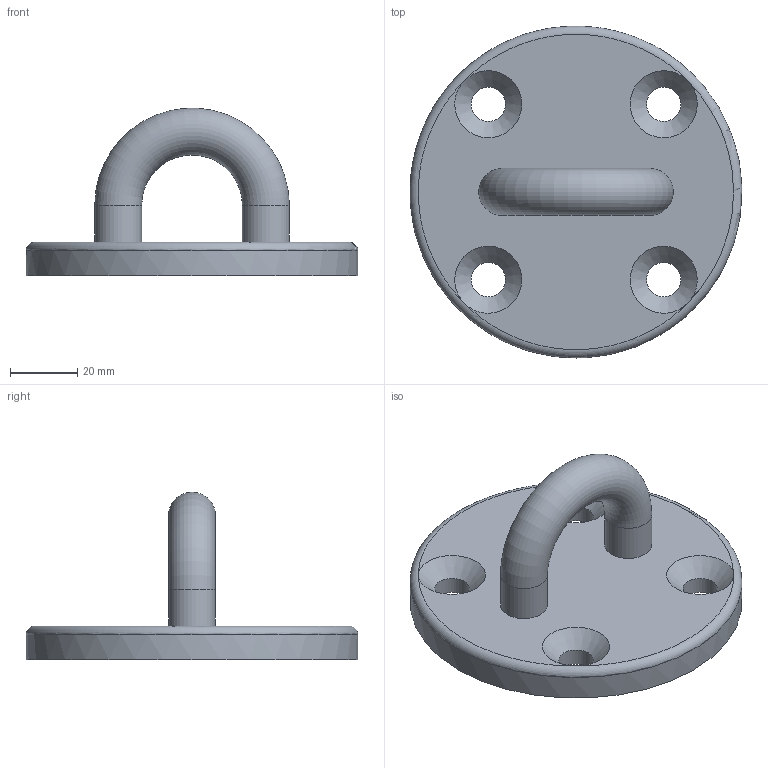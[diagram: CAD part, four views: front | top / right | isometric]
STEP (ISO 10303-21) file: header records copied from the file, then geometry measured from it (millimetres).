
FILE_DESCRIPTION(/* description */ (''),/* implementation_level */ '2;1');
FILE_NAME(/* name */ '7214.stp',/* time_stamp */ '2018-05-18T16:41:19+02:00',/* author */ ('gianni'),/* organization */ (''),/* preprocessor_version */ 'ST-DEVELOPER v16.5',/* originating_system */ 'Autodesk Inventor 2017',/* authorisation */ '');
FILE_SCHEMA (('AUTOMOTIVE_DESIGN { 1 0 10303 214 3 1 1 }'));
Length unit declared in the file: millimetre
Products named in the file (1): 18051808
Bounding box: 99 x 99 x 49.94 mm (x, y, z)
Volume: 85274 mm3; surface area: 22252.4 mm2
Topology: 1 solids, 1 shells, 15 faces, 45 edges, 28 vertices
Faces by surface type: cylinder 7, cone 4, torus 2, plane 2
Full cylindrical faces by diameter (mm): 10.25 x4, 14 x2, 99 x1
Entity records: 408 total; most frequent: DIRECTION 76, CARTESIAN_POINT 56, ORIENTED_EDGE 44, AXIS2_PLACEMENT_3D 38, EDGE_LOOP 34, CIRCLE 22, EDGE_CURVE 22, FACE_BOUND 19
